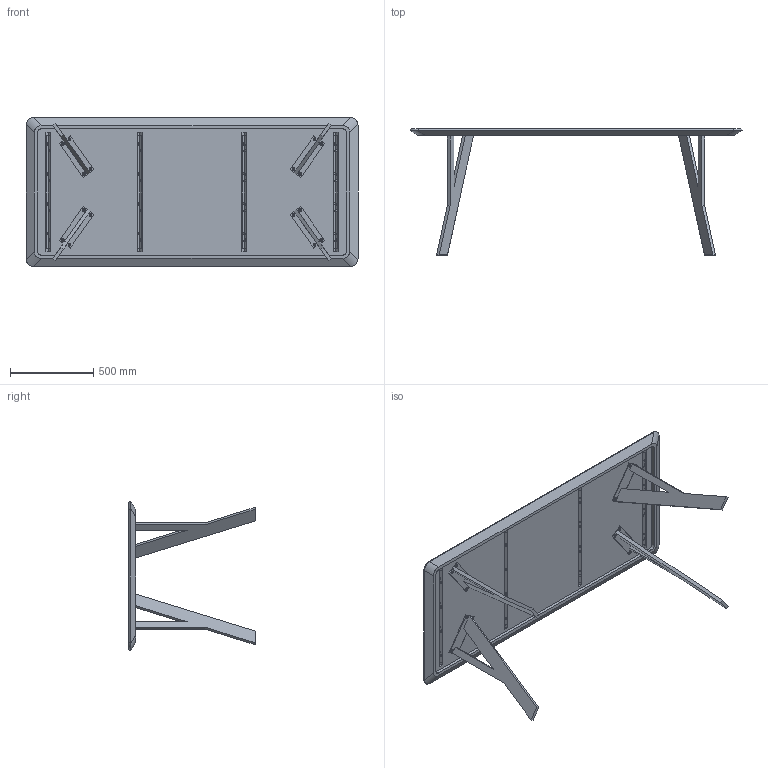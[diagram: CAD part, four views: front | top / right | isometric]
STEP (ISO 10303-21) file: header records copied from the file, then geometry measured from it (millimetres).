
FILE_DESCRIPTION (( 'STEP AP203' ), '1' );
FILE_NAME ('0. Y - 200x90x76 - sklop.STEP', '2023-11-23T12:29:32', ( '' ), ( '' ), 'SwSTEP 2.0', 'SolidWorks 2023', '' );
FILE_SCHEMA (( 'CONFIG_CONTROL_DESIGN' ));
Products named in the file (1): 0. Y - 200x90x76 - sklop
Bounding box: 2000 x 760 x 900 mm (x, y, z)
Volume: 45524813.6 mm3; surface area: 5081158.4 mm2
Topology: 77 solids, 77 shells, 2639 faces, 6584 edges, 4088 vertices
Faces by surface type: plane 1163, cylinder 768, cone 368, torus 164, bspline 112, sphere 64
Entity records: 116227 total; most frequent: CARTESIAN_POINT 55520, ORIENTED_EDGE 12976, DIRECTION 12640, EDGE_CURVE 6488, AXIS2_PLACEMENT_3D 4936, VERTEX_POINT 4088, EDGE_LOOP 2852, LINE 2768
